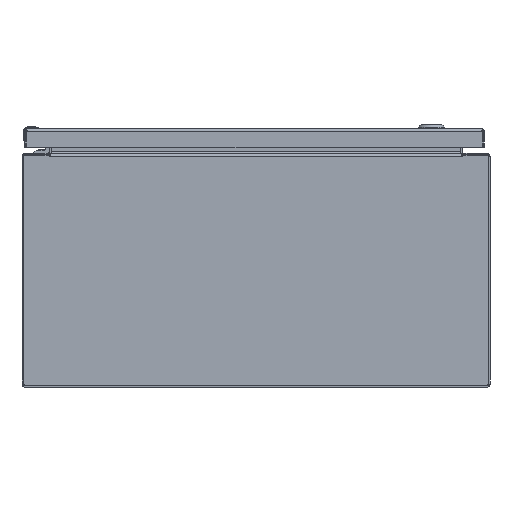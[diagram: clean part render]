
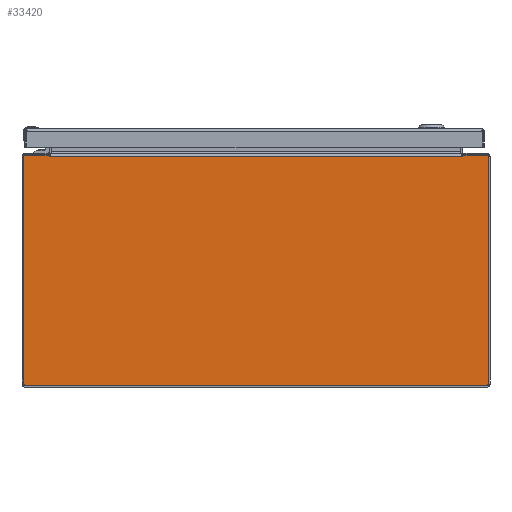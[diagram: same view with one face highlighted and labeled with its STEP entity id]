
A CAD part, front view. The second image highlights one B-rep face of the part: STEP entity #33420.
In plain terms, the highlighted planar face has unit normal (0, -1, 0).
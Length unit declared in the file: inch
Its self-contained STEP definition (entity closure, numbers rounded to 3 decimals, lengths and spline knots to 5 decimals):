
#47 = EDGE_CURVE ( 'NONE', #20621, #109233, #111336, .T. ) ;
#220 = EDGE_CURVE ( 'NONE', #59043, #74644, #95974, .T. ) ;
#343 = CARTESIAN_POINT ( 'NONE',  ( 0., -15., 0. ) ) ;
#901 = ORIENTED_EDGE ( 'NONE', *, *, #37174, .T. ) ;
#3304 = ORIENTED_EDGE ( 'NONE', *, *, #30373, .T. ) ;
#4079 = EDGE_CURVE ( 'NONE', #114546, #20621, #113115, .T. ) ;
#5070 = CARTESIAN_POINT ( 'NONE',  ( -9.857, -15., 4.857 ) ) ;
#6452 = EDGE_CURVE ( 'NONE', #116936, #71885, #27082, .T. ) ;
#9718 = CARTESIAN_POINT ( 'NONE',  ( 9.937, -15., 0. ) ) ;
#10895 = EDGE_CURVE ( 'NONE', #34503, #11046, #20443, .T. ) ;
#11046 = VERTEX_POINT ( 'NONE', #30691 ) ;
#11841 = CARTESIAN_POINT ( 'NONE',  ( 9.937, -15., -4.857 ) ) ;
#11925 = CARTESIAN_POINT ( 'NONE',  ( -9.857, -15., 4.937 ) ) ;
#13384 = EDGE_LOOP ( 'NONE', ( #108909, #901, #54757, #42897, #67345, #85469, #17252, #3304, #48578, #48951, #29925, #59409, #54902, #71290 ) ) ;
#15403 = VECTOR ( 'NONE', #120843, 39.37008 ) ;
#16612 = CARTESIAN_POINT ( 'NONE',  ( 9.857, -15., 4.937 ) ) ;
#17252 = ORIENTED_EDGE ( 'NONE', *, *, #17909, .T. ) ;
#17293 = CARTESIAN_POINT ( 'NONE',  ( 8.82806, -15., 4.937 ) ) ;
#17630 = DIRECTION ( 'NONE',  ( -1., 0., 0. ) ) ;
#17909 = EDGE_CURVE ( 'NONE', #18788, #86340, #56323, .T. ) ;
#18788 = VERTEX_POINT ( 'NONE', #11841 ) ;
#19819 = DIRECTION ( 'NONE',  ( 0., -1., 0. ) ) ;
#20393 = VECTOR ( 'NONE', #17630, 39.37008 ) ;
#20443 = LINE ( 'NONE', #57844, #86302 ) ;
#20621 = VERTEX_POINT ( 'NONE', #119266 ) ;
#21185 = CARTESIAN_POINT ( 'NONE',  ( 0., -15., 4.937 ) ) ;
#27082 = LINE ( 'NONE', #35692, #15403 ) ;
#27779 = DIRECTION ( 'NONE',  ( 0., 0., -1. ) ) ;
#27865 = CARTESIAN_POINT ( 'NONE',  ( -9.857, -15., -4.857 ) ) ;
#29098 = DIRECTION ( 'NONE',  ( 0., -1., 0. ) ) ;
#29825 = VERTEX_POINT ( 'NONE', #91079 ) ;
#29925 = ORIENTED_EDGE ( 'NONE', *, *, #110997, .T. ) ;
#30373 = EDGE_CURVE ( 'NONE', #86340, #59043, #51251, .T. ) ;
#30691 = CARTESIAN_POINT ( 'NONE',  ( 9.857, -15., -4.937 ) ) ;
#31984 = VECTOR ( 'NONE', #68421, 39.37008 ) ;
#33420 = ADVANCED_FACE ( 'NONE', ( #84291 ), #74523, .T. ) ;
#34434 = VECTOR ( 'NONE', #67174, 39.37008 ) ;
#34503 = VERTEX_POINT ( 'NONE', #79205 ) ;
#35692 = CARTESIAN_POINT ( 'NONE',  ( -9.937, -15., 0. ) ) ;
#35704 = DIRECTION ( 'NONE',  ( -0.174, 0., -0.985 ) ) ;
#36705 = CIRCLE ( 'NONE', #50336, 0.08 ) ;
#37174 = EDGE_CURVE ( 'NONE', #89395, #116936, #36705, .T. ) ;
#38045 = EDGE_CURVE ( 'NONE', #74644, #29825, #118421, .T. ) ;
#38127 = DIRECTION ( 'NONE',  ( 0., 0., -1. ) ) ;
#42897 = ORIENTED_EDGE ( 'NONE', *, *, #94001, .T. ) ;
#44087 = DIRECTION ( 'NONE',  ( -1., 0., 0. ) ) ;
#45460 = EDGE_CURVE ( 'NONE', #109233, #116694, #48617, .T. ) ;
#47306 = CARTESIAN_POINT ( 'NONE',  ( 9.857, -15., -4.857 ) ) ;
#48578 = ORIENTED_EDGE ( 'NONE', *, *, #220, .T. ) ;
#48617 = LINE ( 'NONE', #56614, #70019 ) ;
#48951 = ORIENTED_EDGE ( 'NONE', *, *, #38045, .T. ) ;
#50336 = AXIS2_PLACEMENT_3D ( 'NONE', #5070, #78650, #89023 ) ;
#51213 = CARTESIAN_POINT ( 'NONE',  ( 0., -15., 4.937 ) ) ;
#51251 = CIRCLE ( 'NONE', #119740, 0.08 ) ;
#53223 = VECTOR ( 'NONE', #84476, 39.37008 ) ;
#53947 = CARTESIAN_POINT ( 'NONE',  ( 8.82806, -15., 4.937 ) ) ;
#54042 = AXIS2_PLACEMENT_3D ( 'NONE', #27865, #29098, #65292 ) ;
#54757 = ORIENTED_EDGE ( 'NONE', *, *, #6452, .T. ) ;
#54902 = ORIENTED_EDGE ( 'NONE', *, *, #47, .T. ) ;
#56323 = LINE ( 'NONE', #9718, #53223 ) ;
#56614 = CARTESIAN_POINT ( 'NONE',  ( -8.8136, -15., 4.855 ) ) ;
#57809 = DIRECTION ( 'NONE',  ( -0.174, 0., 0.985 ) ) ;
#57844 = CARTESIAN_POINT ( 'NONE',  ( 0., -15., -4.937 ) ) ;
#59043 = VERTEX_POINT ( 'NONE', #16612 ) ;
#59324 = EDGE_CURVE ( 'NONE', #116694, #89395, #104531, .T. ) ;
#59409 = ORIENTED_EDGE ( 'NONE', *, *, #4079, .T. ) ;
#62732 = CARTESIAN_POINT ( 'NONE',  ( -9.937, -15., 4.857 ) ) ;
#64175 = VECTOR ( 'NONE', #44087, 39.37008 ) ;
#65292 = DIRECTION ( 'NONE',  ( 0., 0., -1. ) ) ;
#65809 = CARTESIAN_POINT ( 'NONE',  ( 9.857, -15., 4.857 ) ) ;
#66670 = CARTESIAN_POINT ( 'NONE',  ( 8.80579, -15., 4.855 ) ) ;
#67174 = DIRECTION ( 'NONE',  ( -1., 0., 0. ) ) ;
#67345 = ORIENTED_EDGE ( 'NONE', *, *, #10895, .T. ) ;
#67712 = AXIS2_PLACEMENT_3D ( 'NONE', #343, #112453, #120462 ) ;
#68421 = DIRECTION ( 'NONE',  ( -1., 0., 0. ) ) ;
#70019 = VECTOR ( 'NONE', #57809, 39.37008 ) ;
#70395 = CARTESIAN_POINT ( 'NONE',  ( 8.798, -15., 4.855 ) ) ;
#71290 = ORIENTED_EDGE ( 'NONE', *, *, #45460, .T. ) ;
#71885 = VERTEX_POINT ( 'NONE', #81574 ) ;
#74060 = LINE ( 'NONE', #66670, #20393 ) ;
#74523 = PLANE ( 'NONE',  #67712 ) ;
#74644 = VERTEX_POINT ( 'NONE', #53947 ) ;
#76312 = CARTESIAN_POINT ( 'NONE',  ( -8.8136, -15., 4.855 ) ) ;
#78650 = DIRECTION ( 'NONE',  ( 0., -1., 0. ) ) ;
#79205 = CARTESIAN_POINT ( 'NONE',  ( -9.857, -15., -4.937 ) ) ;
#79805 = VECTOR ( 'NONE', #35704, 39.37008 ) ;
#81574 = CARTESIAN_POINT ( 'NONE',  ( -9.937, -15., -4.857 ) ) ;
#84291 = FACE_OUTER_BOUND ( 'NONE', #13384, .T. ) ;
#84476 = DIRECTION ( 'NONE',  ( 0., 0., 1. ) ) ;
#85469 = ORIENTED_EDGE ( 'NONE', *, *, #105335, .T. ) ;
#86302 = VECTOR ( 'NONE', #109210, 39.37008 ) ;
#86340 = VERTEX_POINT ( 'NONE', #104670 ) ;
#86691 = CARTESIAN_POINT ( 'NONE',  ( -8.82806, -15., 4.937 ) ) ;
#88576 = VECTOR ( 'NONE', #101547, 39.37008 ) ;
#89023 = DIRECTION ( 'NONE',  ( 0., 0., -1. ) ) ;
#89395 = VERTEX_POINT ( 'NONE', #11925 ) ;
#91079 = CARTESIAN_POINT ( 'NONE',  ( 8.8136, -15., 4.855 ) ) ;
#94001 = EDGE_CURVE ( 'NONE', #71885, #34503, #108861, .T. ) ;
#95974 = LINE ( 'NONE', #51213, #31984 ) ;
#101547 = DIRECTION ( 'NONE',  ( -1., 0., 0. ) ) ;
#103073 = DIRECTION ( 'NONE',  ( 0., -1., 0. ) ) ;
#104531 = LINE ( 'NONE', #21185, #34434 ) ;
#104670 = CARTESIAN_POINT ( 'NONE',  ( 9.937, -15., 4.857 ) ) ;
#105335 = EDGE_CURVE ( 'NONE', #11046, #18788, #111722, .T. ) ;
#107883 = AXIS2_PLACEMENT_3D ( 'NONE', #47306, #103073, #38127 ) ;
#108861 = CIRCLE ( 'NONE', #54042, 0.08 ) ;
#108909 = ORIENTED_EDGE ( 'NONE', *, *, #59324, .T. ) ;
#109045 = CARTESIAN_POINT ( 'NONE',  ( 0., -15., 4.855 ) ) ;
#109210 = DIRECTION ( 'NONE',  ( 1., 0., 0. ) ) ;
#109233 = VERTEX_POINT ( 'NONE', #76312 ) ;
#110735 = CARTESIAN_POINT ( 'NONE',  ( 0., -15., 4.855 ) ) ;
#110997 = EDGE_CURVE ( 'NONE', #29825, #114546, #74060, .T. ) ;
#111336 = LINE ( 'NONE', #110735, #88576 ) ;
#111722 = CIRCLE ( 'NONE', #107883, 0.08 ) ;
#112453 = DIRECTION ( 'NONE',  ( 0., -1., 0. ) ) ;
#113115 = LINE ( 'NONE', #109045, #64175 ) ;
#114546 = VERTEX_POINT ( 'NONE', #70395 ) ;
#116694 = VERTEX_POINT ( 'NONE', #86691 ) ;
#116936 = VERTEX_POINT ( 'NONE', #62732 ) ;
#118421 = LINE ( 'NONE', #17293, #79805 ) ;
#119266 = CARTESIAN_POINT ( 'NONE',  ( -8.798, -15., 4.855 ) ) ;
#119740 = AXIS2_PLACEMENT_3D ( 'NONE', #65809, #19819, #27779 ) ;
#120462 = DIRECTION ( 'NONE',  ( 0., 0., -1. ) ) ;
#120843 = DIRECTION ( 'NONE',  ( 0., 0., -1. ) ) ;
